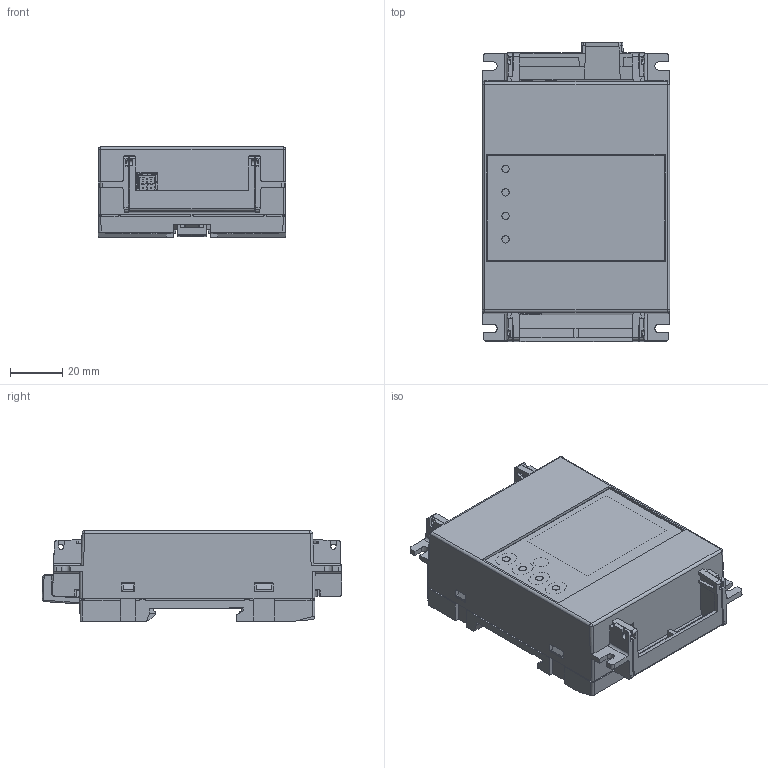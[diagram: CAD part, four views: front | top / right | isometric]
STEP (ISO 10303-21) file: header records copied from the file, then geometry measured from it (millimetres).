
FILE_DESCRIPTION(/* description */ (''),/* implementation_level */ '2;1');
FILE_NAME(/* name */ '3D_DMED4DC2.stp',/* time_stamp */ '2025-11-12T11:09:20+01:00',/* author */ (''),/* organization */ (''),/* preprocessor_version */ 'ST-DEVELOPER v20',/* originating_system */ 'SIEMENS PLM Software NX2406.9101',/* authorisation */ '');
FILE_SCHEMA (('AP203_CONFIGURATION_CONTROLLED_3D_DESIGN_OF_MECHANICAL_PARTS_AND_ASSEMBLIES_MIM_LF { 1 0 10303 403 2 1 2}'));
Length unit declared in the file: millimetre
Products named in the file (1): 3D_DMED4DC2_objects
Bounding box: 71.81 x 114.94 x 34.65 mm (x, y, z)
Surface area: 43876.9 mm2 (no closed solid volume)
Topology: 0 solids, 77 shells, 944 faces, 3448 edges, 2469 vertices
Faces by surface type: plane 650, cylinder 252, sphere 20, bspline 12, cone 7, torus 3
Entity records: 39291 total; most frequent: CARTESIAN_POINT 10255, DIRECTION 5856, ORIENTED_EDGE 5412, EDGE_CURVE 3419, LINE 2782, VECTOR 2782, VERTEX_POINT 2465, AXIS2_PLACEMENT_3D 1537
